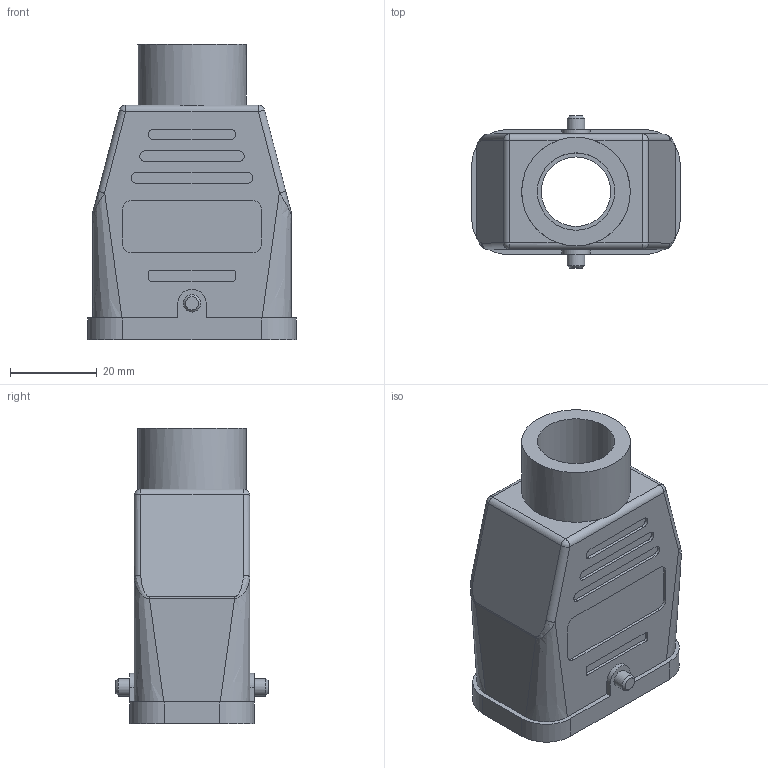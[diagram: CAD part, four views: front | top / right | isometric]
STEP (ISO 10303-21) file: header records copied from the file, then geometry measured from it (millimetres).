
FILE_DESCRIPTION(/* description */ (''),/* implementation_level */ '2;1');
FILE_NAME(/* name */ 'c146 10r008 606 12nxc001-08.stp',/* time_stamp */ '2021-05-12T12:57:11+02:00',/* author */ (''),/* organization */ (''),/* preprocessor_version */ 'ST-DEVELOPER v16.7',/* originating_system */ 'SIEMENS PLM Software NX 12.0',/* authorisation */ '');
FILE_SCHEMA (('AUTOMOTIVE_DESIGN { 1 0 10303 214 3 1 1 1 }'));
Length unit declared in the file: millimetre
Products named in the file (3): c146 e17 041 e12nxm001-02_34616ID; c146 10r008 606 12nxm001-08_MODEL; c146 10r008 606 12nxc001-08
Assembly tree (2 placements, depth 3):
  c146 10r008 606 12nxc001-08
    c146 10r008 606 12nxm001-08_MODEL
      c146 e17 041 e12nxm001-02_34616ID
Bounding box: 48 x 35 x 68 mm (x, y, z)
Volume: 24566 mm3; surface area: 18588.8 mm2
Topology: 1 solids, 5 shells, 514 faces, 1295 edges, 858 vertices
Faces by surface type: plane 294, extrusion 137, cylinder 57, cone 14, bspline 8, sphere 4
Full cylindrical faces by diameter (mm): 2.4 x4, 4 x2, 16 x1, 17.8 x1, 25 x1
Entity records: 18805 total; most frequent: CARTESIAN_POINT 7520, ORIENTED_EDGE 2546, DIRECTION 1717, EDGE_CURVE 1273, VERTEX_POINT 851, VECTOR 707, B_SPLINE_CURVE_WITH_KNOTS 703, EDGE_LOOP 598
